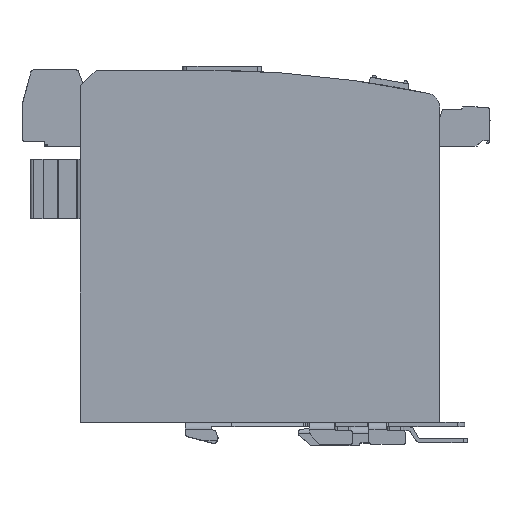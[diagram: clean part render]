
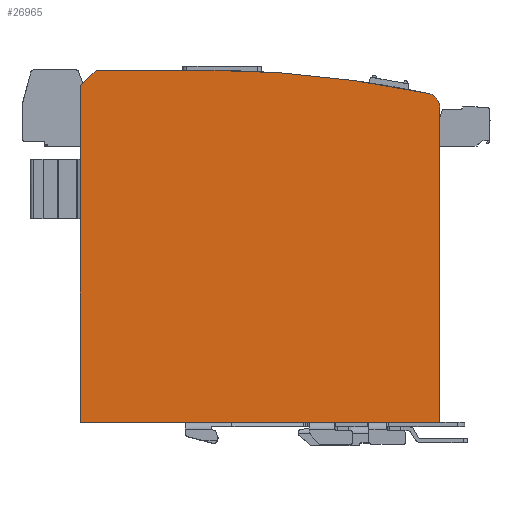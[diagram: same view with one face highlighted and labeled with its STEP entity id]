
A CAD part, top view. The second image highlights one B-rep face of the part: STEP entity #26965.
In plain terms, the highlighted planar face has unit normal (0, 0, 1).
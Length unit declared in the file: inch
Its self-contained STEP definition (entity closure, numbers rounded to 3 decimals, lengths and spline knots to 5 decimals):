
#834 = CIRCLE ( 'NONE', #4325, 15.75984 ) ;
#1100 = EDGE_CURVE ( 'NONE', #5340, #26620, #834, .T. ) ;
#2043 = DIRECTION ( 'NONE',  ( 0., 0., 1. ) ) ;
#2592 = CARTESIAN_POINT ( 'NONE',  ( -2.33465, 5.0748, 2.75591 ) ) ;
#2675 = VERTEX_POINT ( 'NONE', #12262 ) ;
#3090 = DIRECTION ( 'NONE',  ( 0., 1., 0. ) ) ;
#3114 = LINE ( 'NONE', #25998, #22413 ) ;
#3837 = DIRECTION ( 'NONE',  ( -1., 0., 0. ) ) ;
#4325 = AXIS2_PLACEMENT_3D ( 'NONE', #8499, #12087, #12221 ) ;
#4374 = AXIS2_PLACEMENT_3D ( 'NONE', #5632, #2043, #3837 ) ;
#5254 = CIRCLE ( 'NONE', #4374, 0.19685 ) ;
#5311 = DIRECTION ( 'NONE',  ( -1., 0., 0. ) ) ;
#5340 = VERTEX_POINT ( 'NONE', #23772 ) ;
#5345 = EDGE_CURVE ( 'NONE', #2675, #15511, #8993, .T. ) ;
#5399 = CARTESIAN_POINT ( 'NONE',  ( -2.33465, 5.0748, 2.75591 ) ) ;
#5632 = CARTESIAN_POINT ( 'NONE',  ( 2.3622, 4.54773, 2.75591 ) ) ;
#6505 = CARTESIAN_POINT ( 'NONE',  ( -2.55906, 4.54773, 2.75591 ) ) ;
#7179 = VECTOR ( 'NONE', #3090, 39.37008 ) ;
#7286 = ORIENTED_EDGE ( 'NONE', *, *, #22229, .T. ) ;
#7675 = DIRECTION ( 'NONE',  ( 1., 0., 0. ) ) ;
#8499 = CARTESIAN_POINT ( 'NONE',  ( -0.82677, -10.68504, 2.75591 ) ) ;
#8637 = VECTOR ( 'NONE', #19510, 39.37008 ) ;
#8832 = LINE ( 'NONE', #6505, #22230 ) ;
#8993 = LINE ( 'NONE', #17344, #7179 ) ;
#9352 = EDGE_CURVE ( 'NONE', #15511, #5340, #5254, .T. ) ;
#9891 = ORIENTED_EDGE ( 'NONE', *, *, #23811, .T. ) ;
#10396 = EDGE_CURVE ( 'NONE', #25066, #12929, #8832, .T. ) ;
#11114 = LINE ( 'NONE', #11386, #18354 ) ;
#11313 = CARTESIAN_POINT ( 'NONE',  ( -2.55906, 4.85039, 2.75591 ) ) ;
#11386 = CARTESIAN_POINT ( 'NONE',  ( 2.3622, 0.05906, 2.75591 ) ) ;
#12087 = DIRECTION ( 'NONE',  ( 0., 0., 1. ) ) ;
#12113 = ORIENTED_EDGE ( 'NONE', *, *, #1100, .T. ) ;
#12221 = DIRECTION ( 'NONE',  ( -1., 0., 0. ) ) ;
#12262 = CARTESIAN_POINT ( 'NONE',  ( 2.55906, 0.05906, 2.75591 ) ) ;
#12699 = CARTESIAN_POINT ( 'NONE',  ( -2.55906, 0.05906, 2.75591 ) ) ;
#12900 = ORIENTED_EDGE ( 'NONE', *, *, #10396, .T. ) ;
#12929 = VERTEX_POINT ( 'NONE', #12699 ) ;
#13972 = PLANE ( 'NONE',  #16824 ) ;
#14626 = ORIENTED_EDGE ( 'NONE', *, *, #5345, .T. ) ;
#15511 = VERTEX_POINT ( 'NONE', #17365 ) ;
#16295 = FACE_OUTER_BOUND ( 'NONE', #25765, .T. ) ;
#16824 = AXIS2_PLACEMENT_3D ( 'NONE', #26565, #20529, #7675 ) ;
#17344 = CARTESIAN_POINT ( 'NONE',  ( 2.55906, 4.54773, 2.75591 ) ) ;
#17365 = CARTESIAN_POINT ( 'NONE',  ( 2.55906, 4.54773, 2.75591 ) ) ;
#18354 = VECTOR ( 'NONE', #22038, 39.37008 ) ;
#18561 = ORIENTED_EDGE ( 'NONE', *, *, #26790, .T. ) ;
#19510 = DIRECTION ( 'NONE',  ( -0.707, -0.707, 0. ) ) ;
#20529 = DIRECTION ( 'NONE',  ( 0., 0., 1. ) ) ;
#20886 = DIRECTION ( 'NONE',  ( 0., -1., 0. ) ) ;
#22038 = DIRECTION ( 'NONE',  ( 1., 0., 0. ) ) ;
#22229 = EDGE_CURVE ( 'NONE', #26620, #25428, #3114, .T. ) ;
#22230 = VECTOR ( 'NONE', #20886, 39.37008 ) ;
#22413 = VECTOR ( 'NONE', #5311, 39.37008 ) ;
#22481 = CARTESIAN_POINT ( 'NONE',  ( -0.82677, 5.0748, 2.75591 ) ) ;
#23772 = CARTESIAN_POINT ( 'NONE',  ( 2.40254, 4.7404, 2.75591 ) ) ;
#23811 = EDGE_CURVE ( 'NONE', #25428, #25066, #25944, .T. ) ;
#23869 = ORIENTED_EDGE ( 'NONE', *, *, #9352, .T. ) ;
#25066 = VERTEX_POINT ( 'NONE', #11313 ) ;
#25428 = VERTEX_POINT ( 'NONE', #2592 ) ;
#25765 = EDGE_LOOP ( 'NONE', ( #12113, #7286, #9891, #12900, #18561, #14626, #23869 ) ) ;
#25944 = LINE ( 'NONE', #5399, #8637 ) ;
#25998 = CARTESIAN_POINT ( 'NONE',  ( 2.3622, 5.0748, 2.75591 ) ) ;
#26565 = CARTESIAN_POINT ( 'NONE',  ( 2.3622, 4.54773, 2.75591 ) ) ;
#26620 = VERTEX_POINT ( 'NONE', #22481 ) ;
#26790 = EDGE_CURVE ( 'NONE', #12929, #2675, #11114, .T. ) ;
#26965 = ADVANCED_FACE ( 'NONE', ( #16295 ), #13972, .T. ) ;
